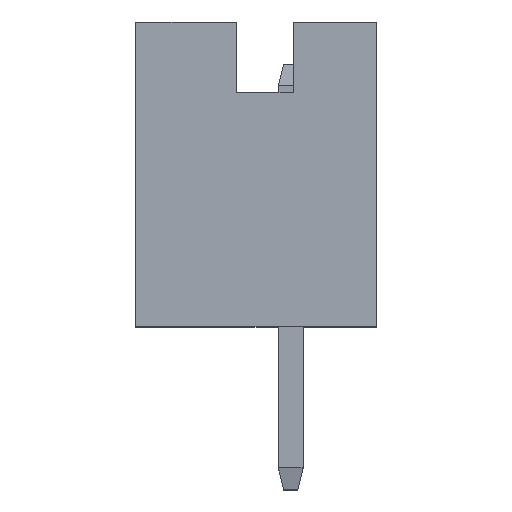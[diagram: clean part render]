
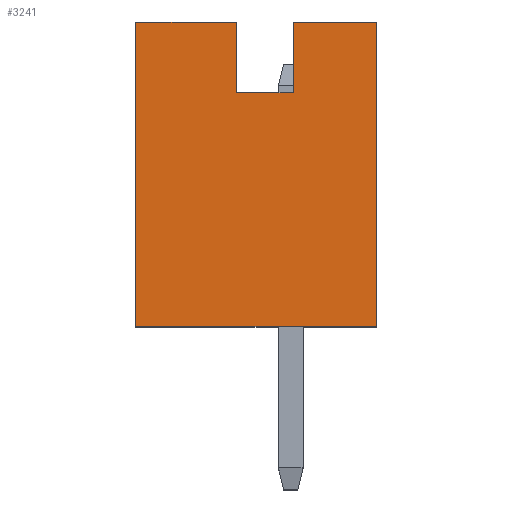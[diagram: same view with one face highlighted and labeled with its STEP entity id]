
A CAD part, top view. The second image highlights one B-rep face of the part: STEP entity #3241.
In plain terms, the highlighted planar face has unit normal (0, 0, 1).
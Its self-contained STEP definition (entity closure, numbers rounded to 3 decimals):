
#157 = ORIENTED_EDGE ( 'NONE', *, *, #445, .F. ) ;
#174 = CARTESIAN_POINT ( 'NONE',  ( 0., 2.77, -8.55 ) ) ;
#319 = VECTOR ( 'NONE', #747, 1000. ) ;
#411 = CARTESIAN_POINT ( 'NONE',  ( -2.217, -1.53, -8.55 ) ) ;
#445 = EDGE_CURVE ( 'NONE', #4008, #2072, #6257, .T. ) ;
#504 = EDGE_CURVE ( 'NONE', #3784, #2619, #4326, .T. ) ;
#591 = EDGE_CURVE ( 'NONE', #1561, #4008, #6407, .T. ) ;
#640 = DIRECTION ( 'NONE',  ( 0., 0., 1. ) ) ;
#747 = DIRECTION ( 'NONE',  ( 1., 0., 0. ) ) ;
#796 = LINE ( 'NONE', #174, #319 ) ;
#844 = CARTESIAN_POINT ( 'NONE',  ( 1.183, 0., -8.55 ) ) ;
#917 = CARTESIAN_POINT ( 'NONE',  ( -2.217, 0., -8.55 ) ) ;
#928 = CARTESIAN_POINT ( 'NONE',  ( 1.183, 2.77, -8.55 ) ) ;
#961 = CARTESIAN_POINT ( 'NONE',  ( 0.008, 2.77, -8.55 ) ) ;
#1035 = CARTESIAN_POINT ( 'NONE',  ( 0.008, 1.77, -8.55 ) ) ;
#1111 = VERTEX_POINT ( 'NONE', #411 ) ;
#1131 = ORIENTED_EDGE ( 'NONE', *, *, #591, .F. ) ;
#1369 = CARTESIAN_POINT ( 'NONE',  ( -0.792, 2.77, -8.55 ) ) ;
#1541 = AXIS2_PLACEMENT_3D ( 'NONE', #5795, #640, #4254 ) ;
#1561 = VERTEX_POINT ( 'NONE', #3532 ) ;
#1654 = PLANE ( 'NONE',  #1541 ) ;
#1802 = LINE ( 'NONE', #917, #4802 ) ;
#1859 = DIRECTION ( 'NONE',  ( 0., 1., 0. ) ) ;
#1973 = VECTOR ( 'NONE', #1859, 1000. ) ;
#2004 = CARTESIAN_POINT ( 'NONE',  ( 1.183, -1.53, -8.55 ) ) ;
#2072 = VERTEX_POINT ( 'NONE', #1035 ) ;
#2110 = LINE ( 'NONE', #4497, #2193 ) ;
#2193 = VECTOR ( 'NONE', #4520, 1000. ) ;
#2232 = VECTOR ( 'NONE', #5008, 1000. ) ;
#2347 = VERTEX_POINT ( 'NONE', #4629 ) ;
#2397 = VERTEX_POINT ( 'NONE', #961 ) ;
#2619 = VERTEX_POINT ( 'NONE', #928 ) ;
#2650 = ORIENTED_EDGE ( 'NONE', *, *, #504, .T. ) ;
#2915 = DIRECTION ( 'NONE',  ( -1., 0., 0. ) ) ;
#3031 = EDGE_CURVE ( 'NONE', #1111, #2347, #1802, .T. ) ;
#3188 = ORIENTED_EDGE ( 'NONE', *, *, #6263, .F. ) ;
#3241 = ADVANCED_FACE ( 'NONE', ( #3576 ), #1654, .T. ) ;
#3258 = CARTESIAN_POINT ( 'NONE',  ( 0.008, 0., -8.55 ) ) ;
#3532 = CARTESIAN_POINT ( 'NONE',  ( -0.792, 2.77, -8.55 ) ) ;
#3576 = FACE_OUTER_BOUND ( 'NONE', #5870, .T. ) ;
#3784 = VERTEX_POINT ( 'NONE', #2004 ) ;
#3805 = VECTOR ( 'NONE', #5897, 1000. ) ;
#3820 = CARTESIAN_POINT ( 'NONE',  ( 0., 1.77, -8.55 ) ) ;
#3834 = LINE ( 'NONE', #6439, #5920 ) ;
#3972 = DIRECTION ( 'NONE',  ( 0., 1., 0. ) ) ;
#4008 = VERTEX_POINT ( 'NONE', #5811 ) ;
#4238 = EDGE_CURVE ( 'NONE', #2072, #2397, #5341, .T. ) ;
#4254 = DIRECTION ( 'NONE',  ( 1., 0., 0. ) ) ;
#4326 = LINE ( 'NONE', #844, #1973 ) ;
#4342 = DIRECTION ( 'NONE',  ( 1., 0., 0. ) ) ;
#4466 = EDGE_CURVE ( 'NONE', #1111, #3784, #2110, .T. ) ;
#4497 = CARTESIAN_POINT ( 'NONE',  ( 0., -1.53, -8.55 ) ) ;
#4520 = DIRECTION ( 'NONE',  ( 1., 0., 0. ) ) ;
#4629 = CARTESIAN_POINT ( 'NONE',  ( -2.217, 2.77, -8.55 ) ) ;
#4736 = VECTOR ( 'NONE', #4342, 1000. ) ;
#4764 = ORIENTED_EDGE ( 'NONE', *, *, #6037, .T. ) ;
#4802 = VECTOR ( 'NONE', #3972, 1000. ) ;
#4866 = ORIENTED_EDGE ( 'NONE', *, *, #3031, .F. ) ;
#5008 = DIRECTION ( 'NONE',  ( 0., -1., 0. ) ) ;
#5341 = LINE ( 'NONE', #3258, #3805 ) ;
#5483 = ORIENTED_EDGE ( 'NONE', *, *, #4238, .F. ) ;
#5795 = CARTESIAN_POINT ( 'NONE',  ( -0.318, -2.272, -8.55 ) ) ;
#5811 = CARTESIAN_POINT ( 'NONE',  ( -0.792, 1.77, -8.55 ) ) ;
#5870 = EDGE_LOOP ( 'NONE', ( #6158, #2650, #4764, #5483, #157, #1131, #3188, #4866 ) ) ;
#5897 = DIRECTION ( 'NONE',  ( 0., 1., 0. ) ) ;
#5920 = VECTOR ( 'NONE', #2915, 1000. ) ;
#6037 = EDGE_CURVE ( 'NONE', #2619, #2397, #3834, .T. ) ;
#6158 = ORIENTED_EDGE ( 'NONE', *, *, #4466, .T. ) ;
#6257 = LINE ( 'NONE', #3820, #4736 ) ;
#6263 = EDGE_CURVE ( 'NONE', #2347, #1561, #796, .T. ) ;
#6407 = LINE ( 'NONE', #1369, #2232 ) ;
#6439 = CARTESIAN_POINT ( 'NONE',  ( 0.108, 2.77, -8.55 ) ) ;
